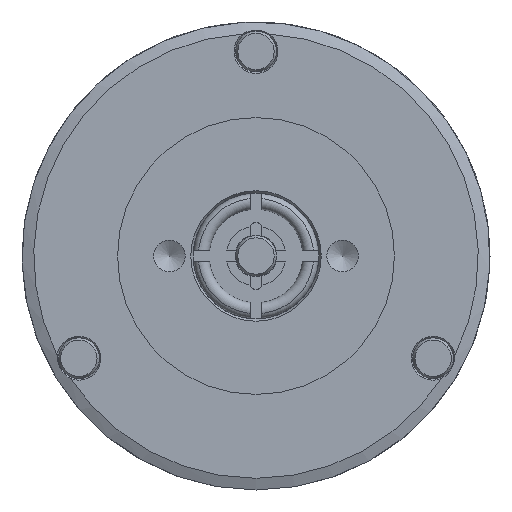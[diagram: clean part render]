
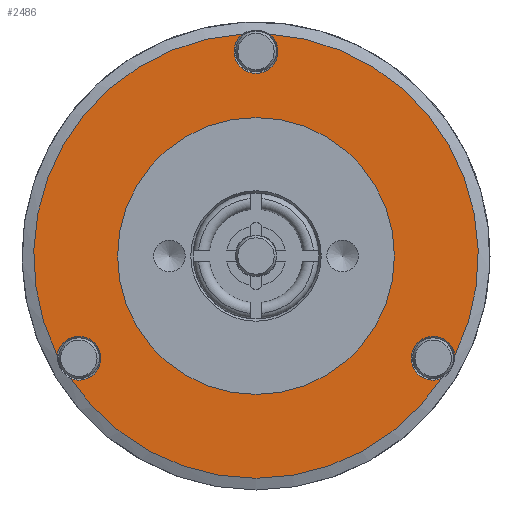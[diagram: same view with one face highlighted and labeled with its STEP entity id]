
A CAD part, front view. The second image highlights one B-rep face of the part: STEP entity #2486.
In plain terms, the highlighted planar face has unit normal (0, -1, 0).
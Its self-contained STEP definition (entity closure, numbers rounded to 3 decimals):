
#223=PLANE('',#2663);
#454=ORIENTED_EDGE('',*,*,#839,.F.);
#455=ORIENTED_EDGE('',*,*,#794,.T.);
#456=ORIENTED_EDGE('',*,*,#728,.F.);
#457=ORIENTED_EDGE('',*,*,#793,.T.);
#458=ORIENTED_EDGE('',*,*,#725,.F.);
#459=ORIENTED_EDGE('',*,*,#792,.T.);
#460=ORIENTED_EDGE('',*,*,#789,.F.);
#725=EDGE_CURVE('',#936,#937,#1097,.F.);
#728=EDGE_CURVE('',#939,#940,#1099,.F.);
#789=EDGE_CURVE('',#990,#991,#1111,.F.);
#792=EDGE_CURVE('',#936,#991,#1113,.T.);
#793=EDGE_CURVE('',#939,#937,#1114,.T.);
#794=EDGE_CURVE('',#990,#940,#1115,.T.);
#839=EDGE_CURVE('',#1026,#1026,#1142,.T.);
#936=VERTEX_POINT('',#3344);
#937=VERTEX_POINT('',#3345);
#939=VERTEX_POINT('',#3355);
#940=VERTEX_POINT('',#3356);
#990=VERTEX_POINT('',#3509);
#991=VERTEX_POINT('',#3510);
#1026=VERTEX_POINT('',#3689);
#1097=CIRCLE('',#2586,2.789);
#1099=CIRCLE('',#2589,2.789);
#1111=CIRCLE('',#2615,2.789);
#1113=CIRCLE('',#2618,28.265);
#1114=CIRCLE('',#2619,28.265);
#1115=CIRCLE('',#2620,28.265);
#1142=CIRCLE('',#2664,17.6);
#1250=EDGE_LOOP('',(#454));
#1251=EDGE_LOOP('',(#455,#456,#457,#458,#459,#460));
#1435=FACE_BOUND('',#1250,.T.);
#1436=FACE_BOUND('',#1251,.T.);
#2486=ADVANCED_FACE('',(#1435,#1436),#223,.F.);
#2586=AXIS2_PLACEMENT_3D('',#3343,#2817,#2818);
#2589=AXIS2_PLACEMENT_3D('',#3354,#2823,#2824);
#2615=AXIS2_PLACEMENT_3D('',#3508,#2915,#2916);
#2618=AXIS2_PLACEMENT_3D('',#3519,#2921,#2922);
#2619=AXIS2_PLACEMENT_3D('',#3520,#2923,#2924);
#2620=AXIS2_PLACEMENT_3D('',#3521,#2925,#2926);
#2663=AXIS2_PLACEMENT_3D('',#3687,#3014,#3015);
#2664=AXIS2_PLACEMENT_3D('',#3688,#3016,#3017);
#2817=DIRECTION('',(0.,1.,0.));
#2818=DIRECTION('',(0.,0.,1.));
#2823=DIRECTION('',(0.,1.,0.));
#2824=DIRECTION('',(0.,0.,1.));
#2915=DIRECTION('',(0.,1.,0.));
#2916=DIRECTION('',(0.,0.,1.));
#2921=DIRECTION('',(0.,-1.,0.));
#2922=DIRECTION('',(0.,0.,-1.));
#2923=DIRECTION('',(0.,-1.,0.));
#2924=DIRECTION('',(0.,0.,-1.));
#2925=DIRECTION('',(0.,-1.,0.));
#2926=DIRECTION('',(0.,0.,-1.));
#3014=DIRECTION('',(0.,1.,0.));
#3015=DIRECTION('',(0.,0.,1.));
#3016=DIRECTION('',(0.,-1.,0.));
#3017=DIRECTION('',(0.,0.,-1.));
#3343=CARTESIAN_POINT('',(22.517,0.,-13.));
#3344=CARTESIAN_POINT('',(25.282,0.,-12.639));
#3345=CARTESIAN_POINT('',(23.586,0.,-15.575));
#3354=CARTESIAN_POINT('',(-22.517,0.,-13.));
#3355=CARTESIAN_POINT('',(-23.586,0.,-15.575));
#3356=CARTESIAN_POINT('',(-25.282,0.,-12.639));
#3508=CARTESIAN_POINT('',(0.,0.,26.));
#3509=CARTESIAN_POINT('',(-1.695,0.,28.214));
#3510=CARTESIAN_POINT('',(1.695,0.,28.214));
#3519=CARTESIAN_POINT('',(0.,0.,0.));
#3520=CARTESIAN_POINT('',(0.,0.,0.));
#3521=CARTESIAN_POINT('',(0.,0.,0.));
#3687=CARTESIAN_POINT('',(28.265,0.,0.));
#3688=CARTESIAN_POINT('',(0.,0.,0.));
#3689=CARTESIAN_POINT('',(0.,0.,-17.6));
